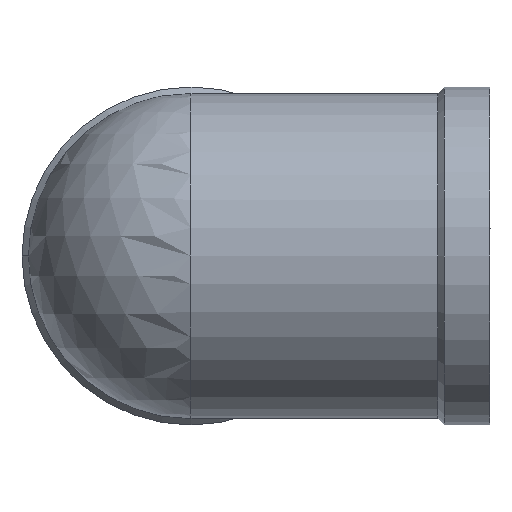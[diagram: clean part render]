
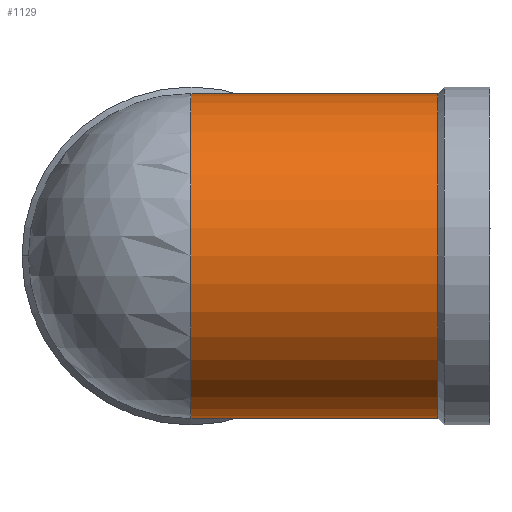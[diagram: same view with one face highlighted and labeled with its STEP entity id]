
A CAD part, front view. The second image highlights one B-rep face of the part: STEP entity #1129.
In plain terms, the highlighted cylindrical face has radius 12.5 mm (diameter 25 mm), a partial arc.
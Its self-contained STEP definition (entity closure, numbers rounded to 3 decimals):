
#80 = ORIENTED_EDGE ( 'NONE', *, *, #2426, .F. ) ;
#460 = AXIS2_PLACEMENT_3D ( 'NONE', #2499, #2478, #2475 ) ;
#492 = VERTEX_POINT ( 'NONE', #613 ) ;
#613 = CARTESIAN_POINT ( 'NONE',  ( 19., 0., 12.5 ) ) ;
#675 = ORIENTED_EDGE ( 'NONE', *, *, #2337, .F. ) ;
#721 = VECTOR ( 'NONE', #2747, 1000. ) ;
#754 = CARTESIAN_POINT ( 'NONE',  ( 0., 0., -12.5 ) ) ;
#1129 = ADVANCED_FACE ( 'NONE', ( #1234 ), #4750, .T. ) ;
#1197 = ORIENTED_EDGE ( 'NONE', *, *, #1408, .T. ) ;
#1234 = FACE_OUTER_BOUND ( 'NONE', #3572, .T. ) ;
#1362 = ORIENTED_EDGE ( 'NONE', *, *, #3222, .T. ) ;
#1369 = LINE ( 'NONE', #2951, #2384 ) ;
#1408 = EDGE_CURVE ( 'NONE', #492, #2389, #1369, .T. ) ;
#1653 = DIRECTION ( 'NONE',  ( -1., 0., 0. ) ) ;
#1726 = DIRECTION ( 'NONE',  ( 0., 0., 1. ) ) ;
#2069 = CIRCLE ( 'NONE', #2760, 12.5 ) ;
#2337 = EDGE_CURVE ( 'NONE', #3964, #2389, #2069, .T. ) ;
#2384 = VECTOR ( 'NONE', #3228, 1000. ) ;
#2389 = VERTEX_POINT ( 'NONE', #3007 ) ;
#2426 = EDGE_CURVE ( 'NONE', #4302, #3964, #4035, .T. ) ;
#2475 = DIRECTION ( 'NONE',  ( 0., 0., 1. ) ) ;
#2478 = DIRECTION ( 'NONE',  ( -1., 0., 0. ) ) ;
#2499 = CARTESIAN_POINT ( 'NONE',  ( 19., 0., 0. ) ) ;
#2747 = DIRECTION ( 'NONE',  ( -1., 0., 0. ) ) ;
#2753 = DIRECTION ( 'NONE',  ( 0., 0., 1. ) ) ;
#2757 = DIRECTION ( 'NONE',  ( -1., 0., 0. ) ) ;
#2760 = AXIS2_PLACEMENT_3D ( 'NONE', #2767, #2757, #2753 ) ;
#2767 = CARTESIAN_POINT ( 'NONE',  ( 0., 0., 0. ) ) ;
#2826 = CARTESIAN_POINT ( 'NONE',  ( 19., 0., -12.5 ) ) ;
#2874 = CARTESIAN_POINT ( 'NONE',  ( 0., 0., 0. ) ) ;
#2951 = CARTESIAN_POINT ( 'NONE',  ( 0., 0., 12.5 ) ) ;
#3007 = CARTESIAN_POINT ( 'NONE',  ( 0., 0., 12.5 ) ) ;
#3053 = CARTESIAN_POINT ( 'NONE',  ( 0., 0., -12.5 ) ) ;
#3222 = EDGE_CURVE ( 'NONE', #4302, #492, #4120, .T. ) ;
#3228 = DIRECTION ( 'NONE',  ( -1., 0., 0. ) ) ;
#3572 = EDGE_LOOP ( 'NONE', ( #80, #1362, #1197, #675 ) ) ;
#3964 = VERTEX_POINT ( 'NONE', #754 ) ;
#4035 = LINE ( 'NONE', #3053, #721 ) ;
#4120 = CIRCLE ( 'NONE', #460, 12.5 ) ;
#4302 = VERTEX_POINT ( 'NONE', #2826 ) ;
#4704 = AXIS2_PLACEMENT_3D ( 'NONE', #2874, #1653, #1726 ) ;
#4750 = CYLINDRICAL_SURFACE ( 'NONE', #4704, 12.5 ) ;
